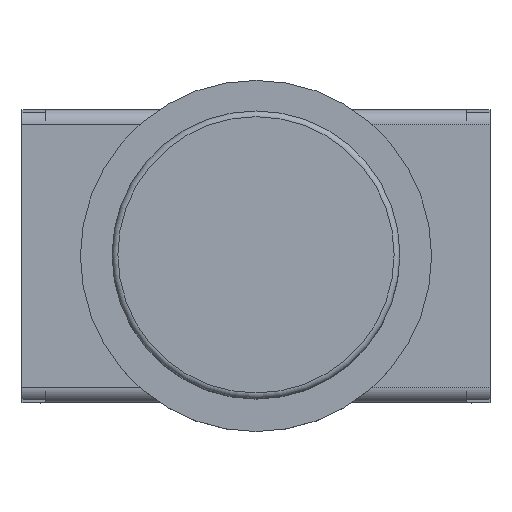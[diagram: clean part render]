
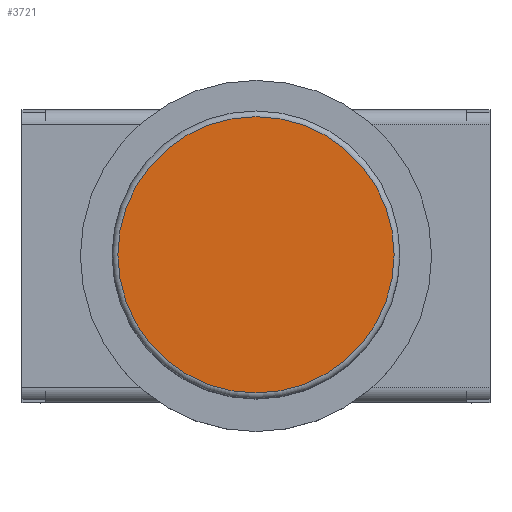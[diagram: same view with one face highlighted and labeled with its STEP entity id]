
A CAD part, top view. The second image highlights one B-rep face of the part: STEP entity #3721.
In plain terms, the highlighted planar face has unit normal (0, 0, 1).
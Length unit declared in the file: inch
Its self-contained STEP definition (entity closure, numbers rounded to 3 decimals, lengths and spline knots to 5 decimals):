
#3681=CARTESIAN_POINT('',(0.09449,0.,0.75591));
#3682=VERTEX_POINT('',#3681);
#3683=CARTESIAN_POINT('',(0.,0.,0.75591));
#3684=DIRECTION('',(0.0,0.0,-1.0));
#3685=DIRECTION('',(-1.0,0.0,0.0));
#3686=AXIS2_PLACEMENT_3D('',#3683,#3684,#3685);
#3687=CIRCLE('',#3686,0.09449);
#3688=EDGE_CURVE('',#3682,#3682,#3687,.T.);
#3713=CARTESIAN_POINT('',(0.10394,-0.10394,0.75591));
#3714=DIRECTION('',(0.0,0.0,-1.0));
#3715=DIRECTION('',(-1.0,0.0,0.0));
#3716=AXIS2_PLACEMENT_3D('',#3713,#3714,#3715);
#3717=PLANE('',#3716);
#3718=ORIENTED_EDGE('',*,*,#3688,.F.);
#3719=EDGE_LOOP('',(#3718));
#3720=FACE_OUTER_BOUND('',#3719,.T.);
#3721=ADVANCED_FACE('',(#3720),#3717,.F.);
